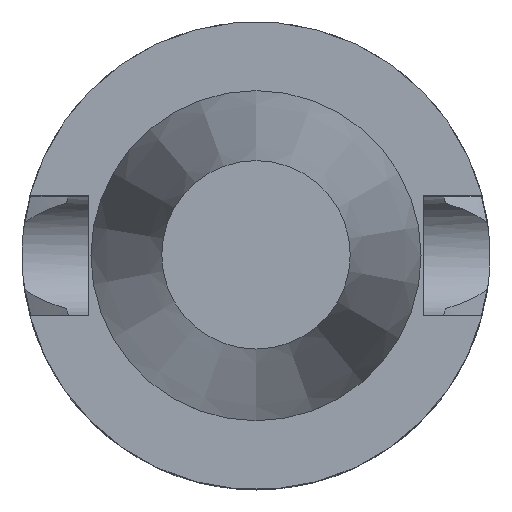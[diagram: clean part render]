
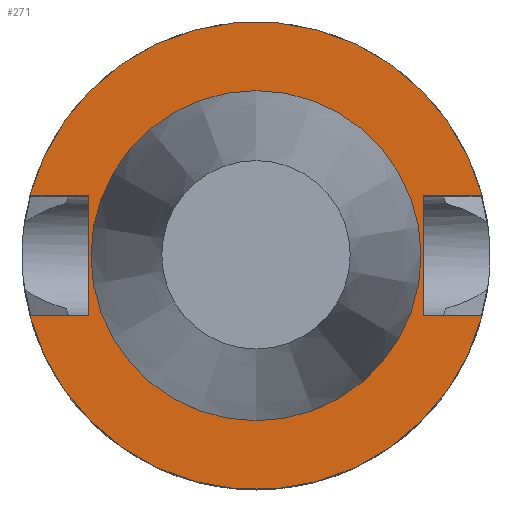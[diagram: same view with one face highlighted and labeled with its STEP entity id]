
A CAD part, top view. The second image highlights one B-rep face of the part: STEP entity #271.
In plain terms, the highlighted planar face has unit normal (0, 0, 1).
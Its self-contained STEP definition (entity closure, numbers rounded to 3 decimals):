
#159=EDGE_CURVE('240[2]',#412,#413,#414,.T.);
#168=EDGE_CURVE('240[2]',#429,#430,#431,.T.);
#184=EDGE_CURVE('240[2]',#451,#430,#452,.T.);
#190=EDGE_CURVE('240[2]',#451,#459,#460,.T.);
#206=EDGE_CURVE('240[2]',#371,#413,#480,.T.);
#257=EDGE_CURVE('240[2]',#459,#371,#550,.T.);
#266=EDGE_CURVE('240[2]',#412,#421,#561,.T.);
#271=ADVANCED_FACE('240[2]',(#567,#568),#569,.T.);
#278=EDGE_CURVE('240[2]',#578,#578,#579,.T.);
#280=EDGE_CURVE('240[2]',#421,#429,#581,.T.);
#371=VERTEX_POINT('',#680);
#412=VERTEX_POINT('',#787);
#413=VERTEX_POINT('',#788);
#414=CIRCLE('',#789,31.5);
#421=VERTEX_POINT('',#863);
#429=VERTEX_POINT('',#874);
#430=VERTEX_POINT('',#875);
#431=LINE('',#876,#877);
#451=VERTEX_POINT('',#914);
#452=CIRCLE('',#915,31.5);
#459=VERTEX_POINT('',#925);
#460=LINE('',#926,#927);
#480=LINE('',#963,#964);
#550=LINE('',#1155,#1156);
#561=LINE('',#1182,#1183);
#567=FACE_OUTER_BOUND('',#1191,.T.);
#568=FACE_BOUND('',#1192,.T.);
#569=PLANE('',#1193);
#578=VERTEX_POINT('',#1206);
#579=CIRCLE('',#1207,22.225);
#581=LINE('',#1210,#1211);
#680=CARTESIAN_POINT('',(-22.5,-8.05,-1.));
#787=CARTESIAN_POINT('',(30.454,-8.05,-1.));
#788=CARTESIAN_POINT('',(-30.454,-8.05,-1.));
#789=AXIS2_PLACEMENT_3D('',#1380,#1381,#1382);
#863=CARTESIAN_POINT('',(22.5,-8.05,-1.));
#874=CARTESIAN_POINT('',(22.5,8.05,-1.));
#875=CARTESIAN_POINT('',(30.454,8.05,-1.));
#876=CARTESIAN_POINT('',(11.25,8.05,-1.));
#877=VECTOR('',#1390,1.0);
#914=CARTESIAN_POINT('',(-30.454,8.05,-1.));
#915=AXIS2_PLACEMENT_3D('',#1402,#1403,#1404);
#925=CARTESIAN_POINT('',(-22.5,8.05,-1.));
#926=CARTESIAN_POINT('',(-11.25,8.05,-1.));
#927=VECTOR('',#1411,1.0);
#963=CARTESIAN_POINT('',(-11.25,-8.05,-1.));
#964=VECTOR('',#1441,1.0);
#1155=CARTESIAN_POINT('',(-22.5,13.431,-1.));
#1156=VECTOR('',#1519,1.0);
#1182=CARTESIAN_POINT('',(11.25,-8.05,-1.));
#1183=VECTOR('',#1527,1.0);
#1191=EDGE_LOOP('',(#1532,#1533,#1534,#1535,#1536,#1537,#1538,#1539));
#1192=EDGE_LOOP('',(#1540));
#1193=AXIS2_PLACEMENT_3D('',#1541,#1542,#1543);
#1206=CARTESIAN_POINT('',(0.,22.225,-1.));
#1207=AXIS2_PLACEMENT_3D('',#1551,#1552,#1553);
#1210=CARTESIAN_POINT('',(22.5,13.431,-1.));
#1211=VECTOR('',#1554,1.0);
#1380=CARTESIAN_POINT('',(0.,0.,-1.));
#1381=DIRECTION('',(0.,0.,-1.0));
#1382=DIRECTION('',(0.,1.0,0.));
#1390=DIRECTION('',(1.0,0.,0.));
#1402=CARTESIAN_POINT('',(0.,0.,-1.));
#1403=DIRECTION('',(0.,0.,-1.0));
#1404=DIRECTION('',(0.,1.0,0.));
#1411=DIRECTION('',(1.0,0.,0.));
#1441=DIRECTION('',(-1.0,0.,0.));
#1519=DIRECTION('',(0.,-1.0,0.));
#1527=DIRECTION('',(-1.0,0.,0.));
#1532=ORIENTED_EDGE('',*,*,#206,.T.);
#1533=ORIENTED_EDGE('',*,*,#159,.F.);
#1534=ORIENTED_EDGE('',*,*,#266,.T.);
#1535=ORIENTED_EDGE('',*,*,#280,.T.);
#1536=ORIENTED_EDGE('',*,*,#168,.T.);
#1537=ORIENTED_EDGE('',*,*,#184,.F.);
#1538=ORIENTED_EDGE('',*,*,#190,.T.);
#1539=ORIENTED_EDGE('',*,*,#257,.T.);
#1540=ORIENTED_EDGE('',*,*,#278,.T.);
#1541=CARTESIAN_POINT('',(0.,26.862,-1.));
#1542=DIRECTION('',(0.,0.,1.0));
#1543=DIRECTION('',(1.0,0.,0.0));
#1551=CARTESIAN_POINT('',(0.,0.,-1.));
#1552=DIRECTION('',(0.,0.,-1.0));
#1553=DIRECTION('',(0.,1.0,0.));
#1554=DIRECTION('',(0.,1.0,0.));
